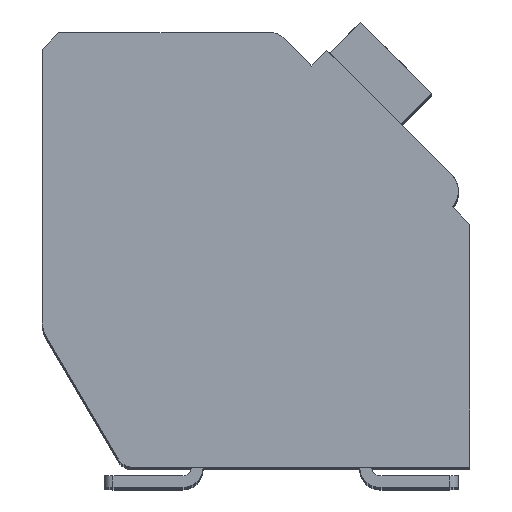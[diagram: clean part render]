
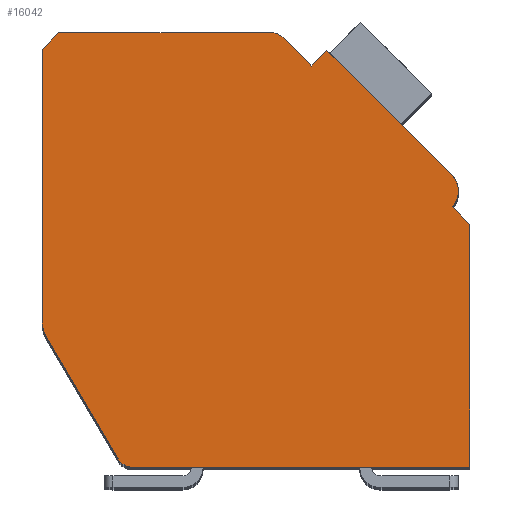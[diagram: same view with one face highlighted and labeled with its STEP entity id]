
A CAD part, top view. The second image highlights one B-rep face of the part: STEP entity #16042.
In plain terms, the highlighted planar face has unit normal (0, 0, 1).
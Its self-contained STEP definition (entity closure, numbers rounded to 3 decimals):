
#360=DIRECTION('',(0.,-1.,0.));
#361=VECTOR('',#360,8.053);
#362=CARTESIAN_POINT('',(-12.7,12.4,2.1));
#363=LINE('',#362,#361);
#364=DIRECTION('',(-0.707,-0.707,0.));
#365=VECTOR('',#364,0.707);
#366=CARTESIAN_POINT('',(-12.2,12.9,2.1));
#367=LINE('',#366,#365);
#368=DIRECTION('',(-1.,0.,0.));
#369=VECTOR('',#368,6.298);
#370=CARTESIAN_POINT('',(-5.902,12.9,2.1));
#371=LINE('',#370,#369);
#372=CARTESIAN_POINT('',(-5.902,12.4,2.1));
#373=DIRECTION('',(0.,0.,1.));
#374=DIRECTION('',(0.707,0.707,0.));
#375=AXIS2_PLACEMENT_3D('',#372,#373,#374);
#377=DIRECTION('',(-0.707,0.707,0.));
#378=VECTOR('',#377,1.197);
#379=CARTESIAN_POINT('',(-4.702,11.907,2.1));
#380=LINE('',#379,#378);
#381=DIRECTION('',(-0.707,-0.707,0.));
#382=VECTOR('',#381,0.65);
#383=CARTESIAN_POINT('',(-4.243,12.367,2.1));
#384=LINE('',#383,#382);
#385=DIRECTION('',(-0.707,0.707,0.));
#386=VECTOR('',#385,5.25);
#387=CARTESIAN_POINT('',(-0.53,8.655,2.1));
#388=LINE('',#387,#386);
#389=CARTESIAN_POINT('',(-0.99,8.195,2.1));
#390=DIRECTION('',(0.,0.,1.));
#391=DIRECTION('',(0.707,-0.707,0.));
#392=AXIS2_PLACEMENT_3D('',#389,#390,#391);
#394=DIRECTION('',(-0.707,0.707,0.));
#395=VECTOR('',#394,0.75);
#396=CARTESIAN_POINT('',(0.,7.205,2.1));
#397=LINE('',#396,#395);
#398=DIRECTION('',(0.,1.,0.));
#399=VECTOR('',#398,7.205);
#400=CARTESIAN_POINT('',(0.,0.,2.1));
#401=LINE('',#400,#399);
#402=DIRECTION('',(1.,0.,0.));
#403=VECTOR('',#402,10.014);
#404=CARTESIAN_POINT('',(-10.014,0.,2.1));
#405=LINE('',#404,#403);
#406=CARTESIAN_POINT('',(-10.014,0.5,2.1));
#407=DIRECTION('',(0.,0.,1.));
#408=DIRECTION('',(-0.862,-0.508,0.));
#409=AXIS2_PLACEMENT_3D('',#406,#407,#408);
#411=DIRECTION('',(0.508,-0.862,0.));
#412=VECTOR('',#411,4.17);
#413=CARTESIAN_POINT('',(-12.562,3.839,2.1));
#414=LINE('',#413,#412);
#415=CARTESIAN_POINT('',(-11.7,4.347,2.1));
#416=DIRECTION('',(0.,0.,1.));
#417=DIRECTION('',(-1.,0.,0.));
#418=AXIS2_PLACEMENT_3D('',#415,#416,#417);
#12073=CARTESIAN_POINT('',(-12.7,12.4,2.1));
#12074=CARTESIAN_POINT('',(-12.7,4.347,2.1));
#12075=VERTEX_POINT('',#12073);
#12076=VERTEX_POINT('',#12074);
#12077=CARTESIAN_POINT('',(-12.562,3.839,2.1));
#12078=VERTEX_POINT('',#12077);
#12079=CARTESIAN_POINT('',(-10.445,0.246,2.1));
#12080=VERTEX_POINT('',#12079);
#12081=CARTESIAN_POINT('',(-10.014,0.,2.1));
#12082=VERTEX_POINT('',#12081);
#12083=CARTESIAN_POINT('',(0.,0.,2.1));
#12084=VERTEX_POINT('',#12083);
#12085=CARTESIAN_POINT('',(0.,7.205,2.1));
#12086=VERTEX_POINT('',#12085);
#12087=CARTESIAN_POINT('',(-0.53,7.735,2.1));
#12088=VERTEX_POINT('',#12087);
#12089=CARTESIAN_POINT('',(-0.53,8.655,2.1));
#12090=VERTEX_POINT('',#12089);
#12091=CARTESIAN_POINT('',(-4.243,12.367,2.1));
#12092=VERTEX_POINT('',#12091);
#12093=CARTESIAN_POINT('',(-4.702,11.907,2.1));
#12094=VERTEX_POINT('',#12093);
#12095=CARTESIAN_POINT('',(-5.548,12.754,2.1));
#12096=VERTEX_POINT('',#12095);
#12097=CARTESIAN_POINT('',(-5.902,12.9,2.1));
#12098=VERTEX_POINT('',#12097);
#12099=CARTESIAN_POINT('',(-12.2,12.9,2.1));
#12100=VERTEX_POINT('',#12099);
#16009=CARTESIAN_POINT('',(0.,0.,2.1));
#16010=DIRECTION('',(0.,0.,1.));
#16011=DIRECTION('',(1.,0.,0.));
#16012=AXIS2_PLACEMENT_3D('',#16009,#16010,#16011);
#16013=PLANE('',#16012);
#16014=ORIENTED_EDGE('',*,*,#15693,.F.);
#16016=ORIENTED_EDGE('',*,*,#16015,.F.);
#16018=ORIENTED_EDGE('',*,*,#16017,.F.);
#16020=ORIENTED_EDGE('',*,*,#16019,.F.);
#16022=ORIENTED_EDGE('',*,*,#16021,.F.);
#16024=ORIENTED_EDGE('',*,*,#16023,.F.);
#16026=ORIENTED_EDGE('',*,*,#16025,.F.);
#16028=ORIENTED_EDGE('',*,*,#16027,.F.);
#16030=ORIENTED_EDGE('',*,*,#16029,.F.);
#16032=ORIENTED_EDGE('',*,*,#16031,.F.);
#16034=ORIENTED_EDGE('',*,*,#16033,.F.);
#16036=ORIENTED_EDGE('',*,*,#16035,.F.);
#16038=ORIENTED_EDGE('',*,*,#16037,.F.);
#16039=ORIENTED_EDGE('',*,*,#15822,.F.);
#16040=EDGE_LOOP('',(#16014,#16016,#16018,#16020,#16022,#16024,#16026,#16028,
#16030,#16032,#16034,#16036,#16038,#16039));
#16041=FACE_OUTER_BOUND('',#16040,.F.);
#376=CIRCLE('',#375,0.5);
#393=CIRCLE('',#392,0.65);
#410=CIRCLE('',#409,0.5);
#419=CIRCLE('',#418,1.);
#15693=EDGE_CURVE('',#12075,#12076,#363,.T.);
#15822=EDGE_CURVE('',#12076,#12078,#419,.T.);
#16015=EDGE_CURVE('',#12100,#12075,#367,.T.);
#16017=EDGE_CURVE('',#12098,#12100,#371,.T.);
#16019=EDGE_CURVE('',#12096,#12098,#376,.T.);
#16021=EDGE_CURVE('',#12094,#12096,#380,.T.);
#16023=EDGE_CURVE('',#12092,#12094,#384,.T.);
#16025=EDGE_CURVE('',#12090,#12092,#388,.T.);
#16027=EDGE_CURVE('',#12088,#12090,#393,.T.);
#16029=EDGE_CURVE('',#12086,#12088,#397,.T.);
#16031=EDGE_CURVE('',#12084,#12086,#401,.T.);
#16033=EDGE_CURVE('',#12082,#12084,#405,.T.);
#16035=EDGE_CURVE('',#12080,#12082,#410,.T.);
#16037=EDGE_CURVE('',#12078,#12080,#414,.T.);
#16042=ADVANCED_FACE('',(#16041),#16013,.T.);
